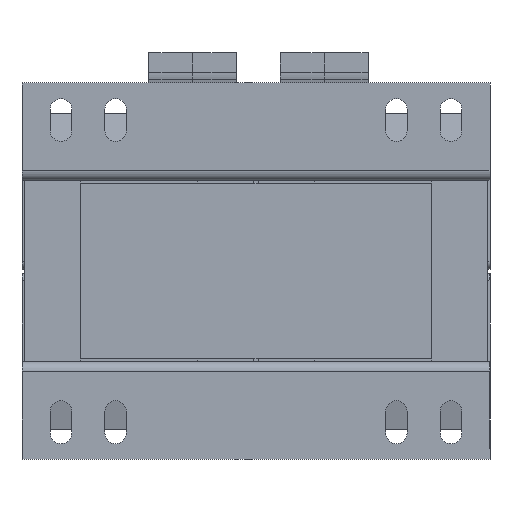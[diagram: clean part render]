
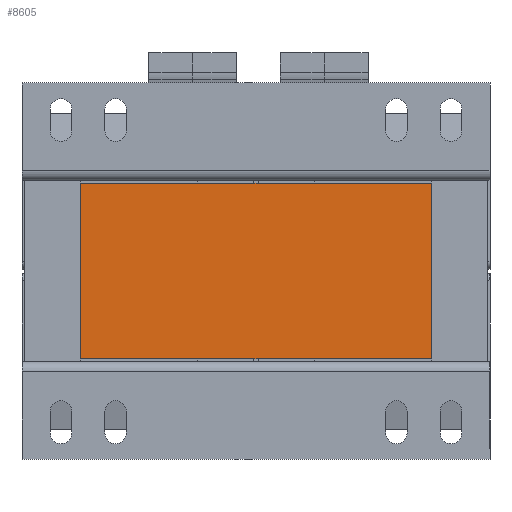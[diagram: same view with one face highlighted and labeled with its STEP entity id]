
A CAD part, front view. The second image highlights one B-rep face of the part: STEP entity #8605.
In plain terms, the highlighted planar face has unit normal (0, -1, 0).
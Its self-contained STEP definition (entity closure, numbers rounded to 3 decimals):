
#947 = LINE ( 'NONE', #20777, #4219 ) ;
#1372 = ORIENTED_EDGE ( 'NONE', *, *, #16976, .F. ) ;
#2168 = FACE_OUTER_BOUND ( 'NONE', #6245, .T. ) ;
#2360 = DIRECTION ( 'NONE',  ( 0., 0., -1. ) ) ;
#2625 = ORIENTED_EDGE ( 'NONE', *, *, #18850, .T. ) ;
#4219 = VECTOR ( 'NONE', #11282, 1000. ) ;
#4246 = CARTESIAN_POINT ( 'NONE',  ( 90., -150., 45. ) ) ;
#4791 = LINE ( 'NONE', #12545, #12866 ) ;
#5273 = DIRECTION ( 'NONE',  ( 0., 0., 1. ) ) ;
#5523 = VERTEX_POINT ( 'NONE', #11404 ) ;
#6245 = EDGE_LOOP ( 'NONE', ( #2625, #1372, #11084, #7136 ) ) ;
#7136 = ORIENTED_EDGE ( 'NONE', *, *, #20281, .T. ) ;
#7780 = AXIS2_PLACEMENT_3D ( 'NONE', #8425, #14889, #5273 ) ;
#8425 = CARTESIAN_POINT ( 'NONE',  ( 90., -150., 45. ) ) ;
#8524 = VERTEX_POINT ( 'NONE', #10156 ) ;
#8605 = ADVANCED_FACE ( 'NONE', ( #2168 ), #14749, .F. ) ;
#9093 = VECTOR ( 'NONE', #9559, 1000. ) ;
#9134 = LINE ( 'NONE', #4246, #17718 ) ;
#9270 = DIRECTION ( 'NONE',  ( 1., 0., 0. ) ) ;
#9337 = LINE ( 'NONE', #12851, #9093 ) ;
#9559 = DIRECTION ( 'NONE',  ( 1., 0., 0. ) ) ;
#10156 = CARTESIAN_POINT ( 'NONE',  ( -90., -150., 45. ) ) ;
#11084 = ORIENTED_EDGE ( 'NONE', *, *, #19108, .F. ) ;
#11282 = DIRECTION ( 'NONE',  ( 0., 0., -1. ) ) ;
#11404 = CARTESIAN_POINT ( 'NONE',  ( -90., -150., -45. ) ) ;
#11657 = VERTEX_POINT ( 'NONE', #19287 ) ;
#12545 = CARTESIAN_POINT ( 'NONE',  ( 90., -150., 45. ) ) ;
#12851 = CARTESIAN_POINT ( 'NONE',  ( 90., -150., -45. ) ) ;
#12866 = VECTOR ( 'NONE', #9270, 1000. ) ;
#13614 = VERTEX_POINT ( 'NONE', #20102 ) ;
#14749 = PLANE ( 'NONE',  #7780 ) ;
#14889 = DIRECTION ( 'NONE',  ( 0., 1., 0. ) ) ;
#16976 = EDGE_CURVE ( 'NONE', #11657, #13614, #9134, .T. ) ;
#17718 = VECTOR ( 'NONE', #2360, 1000. ) ;
#18850 = EDGE_CURVE ( 'NONE', #5523, #13614, #9337, .T. ) ;
#19108 = EDGE_CURVE ( 'NONE', #8524, #11657, #4791, .T. ) ;
#19287 = CARTESIAN_POINT ( 'NONE',  ( 90., -150., 45. ) ) ;
#20102 = CARTESIAN_POINT ( 'NONE',  ( 90., -150., -45. ) ) ;
#20281 = EDGE_CURVE ( 'NONE', #8524, #5523, #947, .T. ) ;
#20777 = CARTESIAN_POINT ( 'NONE',  ( -90., -150., 45. ) ) ;
